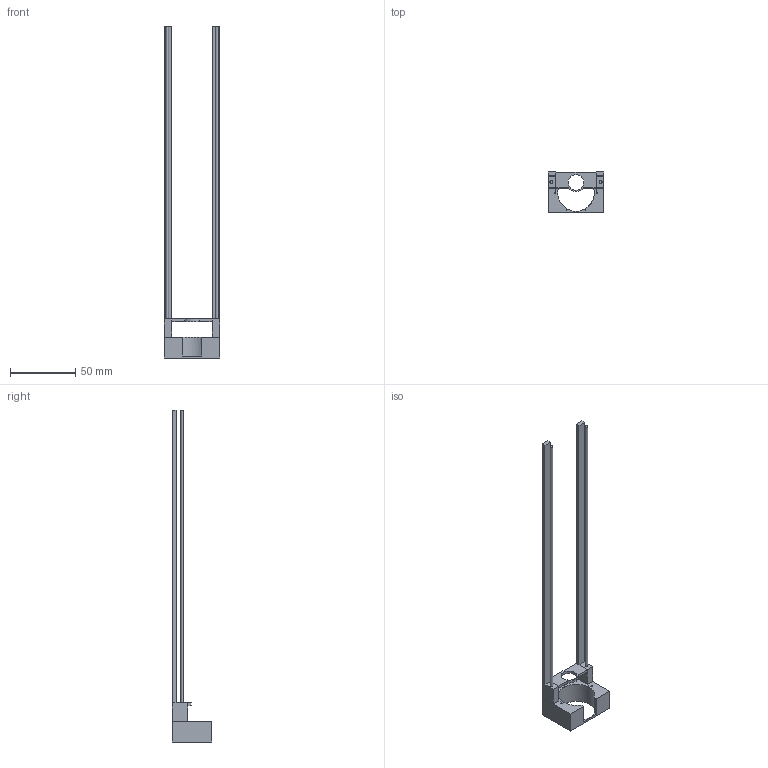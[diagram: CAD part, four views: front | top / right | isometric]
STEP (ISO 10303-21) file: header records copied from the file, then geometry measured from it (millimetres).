
FILE_DESCRIPTION(('FreeCAD Model'),'2;1');
FILE_NAME('Open CASCADE Shape Model','2024-06-28T01:43:57',('Author'),( ''),'Open CASCADE STEP processor 7.6','FreeCAD','Unknown');
FILE_SCHEMA(('AUTOMOTIVE_DESIGN { 1 0 10303 214 1 1 1 1 }'));
Length unit declared in the file: millimetre
Products named in the file (1): Housing
Bounding box: 43 x 30.49 x 255 mm (x, y, z)
Volume: 22932.1 mm3; surface area: 17468.8 mm2
Topology: 1 solids, 1 shells, 50 faces, 121 edges, 72 vertices
Faces by surface type: plane 41, cylinder 7, cone 2
Full cylindrical faces by diameter (mm): 1 x2, 2 x2, 12 x1, 28 x1
Entity records: 1444 total; most frequent: DIRECTION 244, CARTESIAN_POINT 242, ORIENTED_EDGE 238, EDGE_CURVE 119, LINE 96, VECTOR 96, AXIS2_PLACEMENT_3D 74, VERTEX_POINT 72
